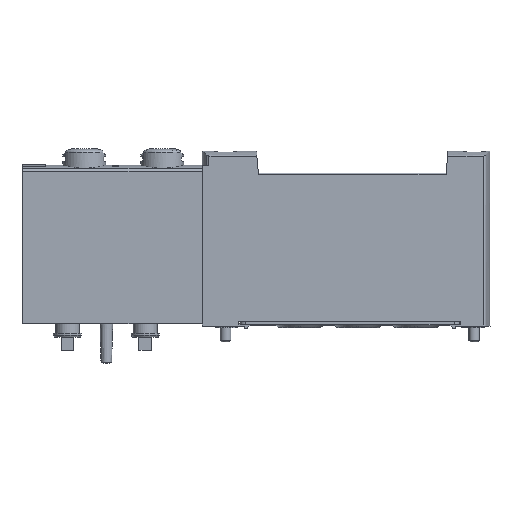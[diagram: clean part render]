
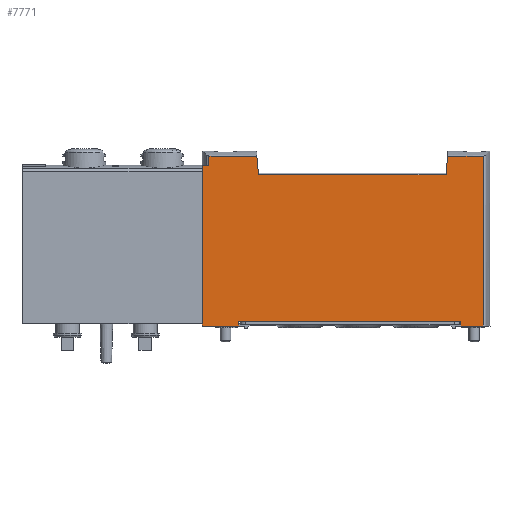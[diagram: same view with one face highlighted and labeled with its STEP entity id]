
A CAD part, top view. The second image highlights one B-rep face of the part: STEP entity #7771.
In plain terms, the highlighted face is planar.
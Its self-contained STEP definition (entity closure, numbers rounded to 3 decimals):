
#105=PLANE('',#8349);
#940=ORIENTED_EDGE('',*,*,#3213,.F.);
#941=ORIENTED_EDGE('',*,*,#3220,.T.);
#942=ORIENTED_EDGE('',*,*,#3221,.T.);
#943=ORIENTED_EDGE('',*,*,#3222,.F.);
#944=ORIENTED_EDGE('',*,*,#3215,.F.);
#945=ORIENTED_EDGE('',*,*,#3223,.T.);
#946=ORIENTED_EDGE('',*,*,#3224,.T.);
#947=ORIENTED_EDGE('',*,*,#3225,.F.);
#948=ORIENTED_EDGE('',*,*,#3226,.T.);
#949=ORIENTED_EDGE('',*,*,#3227,.T.);
#950=ORIENTED_EDGE('',*,*,#3228,.F.);
#951=ORIENTED_EDGE('',*,*,#3229,.F.);
#952=ORIENTED_EDGE('',*,*,#3230,.F.);
#953=ORIENTED_EDGE('',*,*,#3231,.T.);
#954=ORIENTED_EDGE('',*,*,#3232,.F.);
#955=ORIENTED_EDGE('',*,*,#3233,.T.);
#3213=EDGE_CURVE('',#4352,#4349,#5045,.T.);
#3215=EDGE_CURVE('',#4353,#4354,#5046,.T.);
#3220=EDGE_CURVE('',#4352,#4357,#5050,.T.);
#3221=EDGE_CURVE('',#4357,#4358,#5051,.T.);
#3222=EDGE_CURVE('',#4354,#4358,#5052,.T.);
#3223=EDGE_CURVE('',#4353,#4359,#5053,.T.);
#3224=EDGE_CURVE('',#4359,#4360,#5054,.T.);
#3225=EDGE_CURVE('',#4361,#4360,#5055,.T.);
#3226=EDGE_CURVE('',#4361,#4362,#5056,.T.);
#3227=EDGE_CURVE('',#4362,#4363,#5057,.T.);
#3228=EDGE_CURVE('',#4364,#4363,#5058,.T.);
#3229=EDGE_CURVE('',#4365,#4364,#5059,.T.);
#3230=EDGE_CURVE('',#4366,#4365,#5060,.T.);
#3231=EDGE_CURVE('',#4366,#4367,#5061,.T.);
#3232=EDGE_CURVE('',#4368,#4367,#5062,.T.);
#3233=EDGE_CURVE('',#4368,#4349,#5063,.T.);
#4349=VERTEX_POINT('',#11941);
#4352=VERTEX_POINT('',#11948);
#4353=VERTEX_POINT('',#11952);
#4354=VERTEX_POINT('',#11954);
#4357=VERTEX_POINT('',#11963);
#4358=VERTEX_POINT('',#11965);
#4359=VERTEX_POINT('',#11968);
#4360=VERTEX_POINT('',#11970);
#4361=VERTEX_POINT('',#11972);
#4362=VERTEX_POINT('',#11974);
#4363=VERTEX_POINT('',#11976);
#4364=VERTEX_POINT('',#11978);
#4365=VERTEX_POINT('',#11980);
#4366=VERTEX_POINT('',#11982);
#4367=VERTEX_POINT('',#11984);
#4368=VERTEX_POINT('',#11986);
#5045=LINE('',#11949,#5778);
#5046=LINE('',#11953,#5779);
#5050=LINE('',#11962,#5783);
#5051=LINE('',#11964,#5784);
#5052=LINE('',#11966,#5785);
#5053=LINE('',#11967,#5786);
#5054=LINE('',#11969,#5787);
#5055=LINE('',#11971,#5788);
#5056=LINE('',#11973,#5789);
#5057=LINE('',#11975,#5790);
#5058=LINE('',#11977,#5791);
#5059=LINE('',#11979,#5792);
#5060=LINE('',#11981,#5793);
#5061=LINE('',#11983,#5794);
#5062=LINE('',#11985,#5795);
#5063=LINE('',#11987,#5796);
#5778=VECTOR('',#9333,1000.);
#5779=VECTOR('',#9338,1000.);
#5783=VECTOR('',#9346,1000.);
#5784=VECTOR('',#9347,1000.);
#5785=VECTOR('',#9348,1000.);
#5786=VECTOR('',#9349,1000.);
#5787=VECTOR('',#9350,1000.);
#5788=VECTOR('',#9351,1000.);
#5789=VECTOR('',#9352,1000.);
#5790=VECTOR('',#9353,1000.);
#5791=VECTOR('',#9354,1000.);
#5792=VECTOR('',#9355,1000.);
#5793=VECTOR('',#9356,1000.);
#5794=VECTOR('',#9357,1000.);
#5795=VECTOR('',#9358,1000.);
#5796=VECTOR('',#9359,1000.);
#6482=EDGE_LOOP('',(#940,#941,#942,#943,#944,#945,#946,#947,#948,#949,#950,
#951,#952,#953,#954,#955));
#7072=FACE_BOUND('',#6482,.T.);
#7771=ADVANCED_FACE('',(#7072),#105,.F.);
#8349=AXIS2_PLACEMENT_3D('',#11961,#9344,#9345);
#9333=DIRECTION('',(0.,0.996,0.087));
#9338=DIRECTION('',(0.,-0.996,0.087));
#9344=DIRECTION('',(1.,0.,0.));
#9345=DIRECTION('',(0.,0.,-1.));
#9346=DIRECTION('',(0.,-1.,0.));
#9347=DIRECTION('',(0.,0.,-1.));
#9348=DIRECTION('',(0.,-1.,0.));
#9349=DIRECTION('',(0.,0.,-1.));
#9350=DIRECTION('',(0.,-1.,0.));
#9351=DIRECTION('',(0.,0.,1.));
#9352=DIRECTION('',(0.,-1.,0.));
#9353=DIRECTION('',(0.,0.,1.));
#9354=DIRECTION('',(0.,-1.,0.));
#9355=DIRECTION('',(0.,0.,-1.));
#9356=DIRECTION('',(0.,1.,0.));
#9357=DIRECTION('',(0.,0.,1.));
#9358=DIRECTION('',(0.,-1.,0.));
#9359=DIRECTION('',(0.,0.,-1.));
#11941=CARTESIAN_POINT('',(-5.125,32.131,57.183));
#11948=CARTESIAN_POINT('',(-5.125,28.9,56.9));
#11949=CARTESIAN_POINT('',(-5.125,29.066,56.914));
#11952=CARTESIAN_POINT('',(-5.125,32.131,21.117));
#11953=CARTESIAN_POINT('',(-5.125,33.988,20.955));
#11954=CARTESIAN_POINT('',(-5.125,28.9,21.4));
#11961=CARTESIAN_POINT('',(-5.125,33.1,10.8));
#11962=CARTESIAN_POINT('',(-5.125,33.6,56.9));
#11963=CARTESIAN_POINT('',(-5.125,28.6,56.9));
#11964=CARTESIAN_POINT('',(-5.125,28.6,56.9));
#11965=CARTESIAN_POINT('',(-5.125,28.6,21.4));
#11966=CARTESIAN_POINT('',(-5.125,33.6,21.4));
#11967=CARTESIAN_POINT('',(-5.125,32.131,65.8));
#11968=CARTESIAN_POINT('',(-5.125,32.131,12.057));
#11969=CARTESIAN_POINT('',(-5.125,40.4,12.057));
#11970=CARTESIAN_POINT('',(-5.125,30.4,12.057));
#11971=CARTESIAN_POINT('',(-5.125,30.4,8.8));
#11972=CARTESIAN_POINT('',(-5.125,30.4,10.8));
#11973=CARTESIAN_POINT('',(-5.125,33.1,10.8));
#11974=CARTESIAN_POINT('',(-5.125,0.,10.8));
#11975=CARTESIAN_POINT('',(-5.125,0.,10.8));
#11976=CARTESIAN_POINT('',(-5.125,0.,17.7));
#11977=CARTESIAN_POINT('',(-5.125,33.1,17.7));
#11978=CARTESIAN_POINT('',(-5.125,0.8,17.7));
#11979=CARTESIAN_POINT('',(-5.125,0.8,10.8));
#11980=CARTESIAN_POINT('',(-5.125,0.8,59.7));
#11981=CARTESIAN_POINT('',(-5.125,33.1,59.7));
#11982=CARTESIAN_POINT('',(-5.125,0.,59.7));
#11983=CARTESIAN_POINT('',(-5.125,0.,10.8));
#11984=CARTESIAN_POINT('',(-5.125,0.,63.943));
#11985=CARTESIAN_POINT('',(-5.125,33.1,63.943));
#11986=CARTESIAN_POINT('',(-5.125,32.131,63.943));
#11987=CARTESIAN_POINT('',(-5.125,32.131,65.8));
